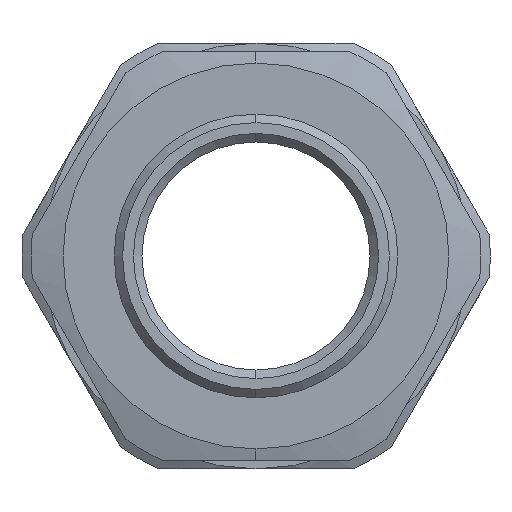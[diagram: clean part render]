
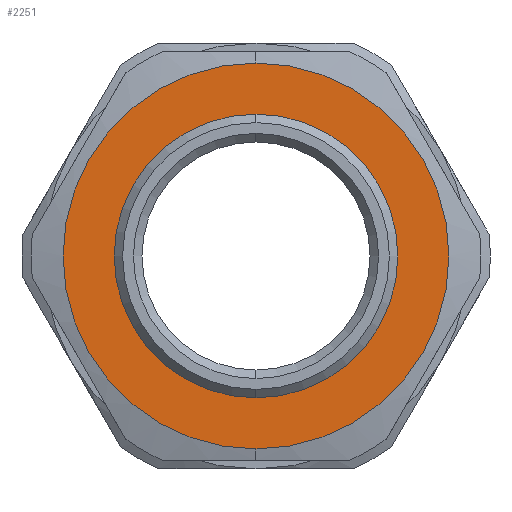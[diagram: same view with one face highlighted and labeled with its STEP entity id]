
A CAD part, left-side view. The second image highlights one B-rep face of the part: STEP entity #2251.
In plain terms, the highlighted planar face has unit normal (-1, 0, 0).
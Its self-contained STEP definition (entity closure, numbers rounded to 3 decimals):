
#404 = CIRCLE ( 'NONE', #4196, 12.5 ) ;
#559 = EDGE_LOOP ( 'NONE', ( #969, #1618 ) ) ;
#561 = FACE_BOUND ( 'NONE', #3877, .T. ) ;
#868 = VERTEX_POINT ( 'NONE', #869 ) ;
#869 = CARTESIAN_POINT ( 'NONE',  ( 10.3, 0., -12.5 ) ) ;
#872 = DIRECTION ( 'NONE',  ( 0., 0., -1. ) ) ;
#969 = ORIENTED_EDGE ( 'NONE', *, *, #3068, .F. ) ;
#982 = DIRECTION ( 'NONE',  ( 0., 0., -1. ) ) ;
#1234 = AXIS2_PLACEMENT_3D ( 'NONE', #3450, #1393, #1739 ) ;
#1364 = CIRCLE ( 'NONE', #4147, 17. ) ;
#1393 = DIRECTION ( 'NONE',  ( 1., 0., 0. ) ) ;
#1442 = DIRECTION ( 'NONE',  ( 0., 0., -1. ) ) ;
#1465 = FACE_OUTER_BOUND ( 'NONE', #559, .T. ) ;
#1618 = ORIENTED_EDGE ( 'NONE', *, *, #2651, .F. ) ;
#1662 = AXIS2_PLACEMENT_3D ( 'NONE', #3716, #2009, #3732 ) ;
#1673 = EDGE_CURVE ( 'NONE', #2735, #868, #404, .T. ) ;
#1710 = PLANE ( 'NONE',  #3524 ) ;
#1739 = DIRECTION ( 'NONE',  ( 0., 0., -1. ) ) ;
#1882 = ORIENTED_EDGE ( 'NONE', *, *, #4494, .T. ) ;
#2009 = DIRECTION ( 'NONE',  ( 1., 0., 0. ) ) ;
#2162 = VERTEX_POINT ( 'NONE', #3377 ) ;
#2251 = ADVANCED_FACE ( 'NONE', ( #1465, #561 ), #1710, .F. ) ;
#2286 = CARTESIAN_POINT ( 'NONE',  ( 10.3, 0., -17. ) ) ;
#2611 = CARTESIAN_POINT ( 'NONE',  ( 10.3, 0., 0. ) ) ;
#2651 = EDGE_CURVE ( 'NONE', #2162, #3382, #2872, .T. ) ;
#2735 = VERTEX_POINT ( 'NONE', #3101 ) ;
#2872 = CIRCLE ( 'NONE', #1662, 17. ) ;
#2962 = DIRECTION ( 'NONE',  ( 1., 0., 0. ) ) ;
#3068 = EDGE_CURVE ( 'NONE', #3382, #2162, #1364, .T. ) ;
#3072 = DIRECTION ( 'NONE',  ( 1., 0., 0. ) ) ;
#3101 = CARTESIAN_POINT ( 'NONE',  ( 10.3, 0., 12.5 ) ) ;
#3263 = ORIENTED_EDGE ( 'NONE', *, *, #1673, .T. ) ;
#3377 = CARTESIAN_POINT ( 'NONE',  ( 10.3, 0., 17. ) ) ;
#3382 = VERTEX_POINT ( 'NONE', #2286 ) ;
#3441 = CARTESIAN_POINT ( 'NONE',  ( 10.3, 0., 0. ) ) ;
#3450 = CARTESIAN_POINT ( 'NONE',  ( 10.3, 0., 0. ) ) ;
#3524 = AXIS2_PLACEMENT_3D ( 'NONE', #4472, #3072, #982 ) ;
#3716 = CARTESIAN_POINT ( 'NONE',  ( 10.3, 0., 0. ) ) ;
#3732 = DIRECTION ( 'NONE',  ( 0., 0., -1. ) ) ;
#3742 = CIRCLE ( 'NONE', #1234, 12.5 ) ;
#3877 = EDGE_LOOP ( 'NONE', ( #1882, #3263 ) ) ;
#4147 = AXIS2_PLACEMENT_3D ( 'NONE', #3441, #4185, #1442 ) ;
#4185 = DIRECTION ( 'NONE',  ( 1., 0., 0. ) ) ;
#4196 = AXIS2_PLACEMENT_3D ( 'NONE', #2611, #2962, #872 ) ;
#4472 = CARTESIAN_POINT ( 'NONE',  ( 10.3, 12.5, 0. ) ) ;
#4494 = EDGE_CURVE ( 'NONE', #868, #2735, #3742, .T. ) ;
